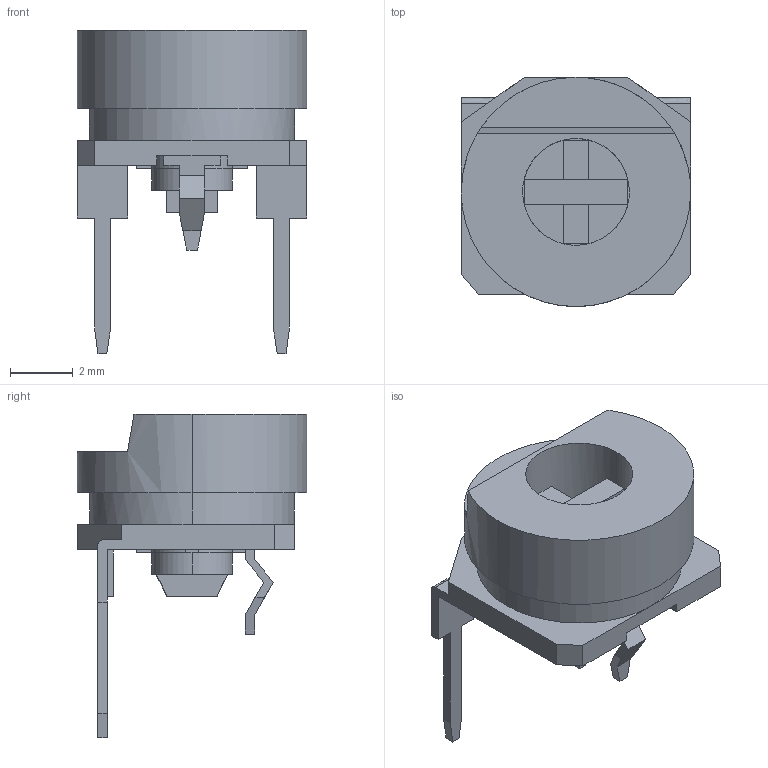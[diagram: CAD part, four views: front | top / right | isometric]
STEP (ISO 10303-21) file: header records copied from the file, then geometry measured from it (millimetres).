
FILE_DESCRIPTION(('FreeCAD Model'),'2;1');
FILE_NAME('VR550_12_1.stp','2016-01-27T22:41:16',('FreeCAD'),('FreeCAD'), 'Open CASCADE STEP processor 6.8','FreeCAD','Unknown');
FILE_SCHEMA(('AUTOMOTIVE_DESIGN_CC2 { 1 2 10303 214 -1 1 5 4 }'));
Length unit declared in the file: millimetre
Products named in the file (1): Open CASCADE STEP translator 6.8 324
Bounding box: 7.3 x 7.3 x 10.3 mm (x, y, z)
Volume: 154 mm3; surface area: 307.5 mm2
Topology: 1 solids, 1 shells, 123 faces, 329 edges, 214 vertices
Faces by surface type: plane 107, bspline 16
Entity records: 9089 total; most frequent: CARTESIAN_POINT 4511, B_SPLINE_CURVE_WITH_KNOTS 903, ORIENTED_EDGE 658, PCURVE 658, DEFINITIONAL_REPRESENTATION 658, EDGE_CURVE 329, SURFACE_CURVE 329, DIRECTION 216
